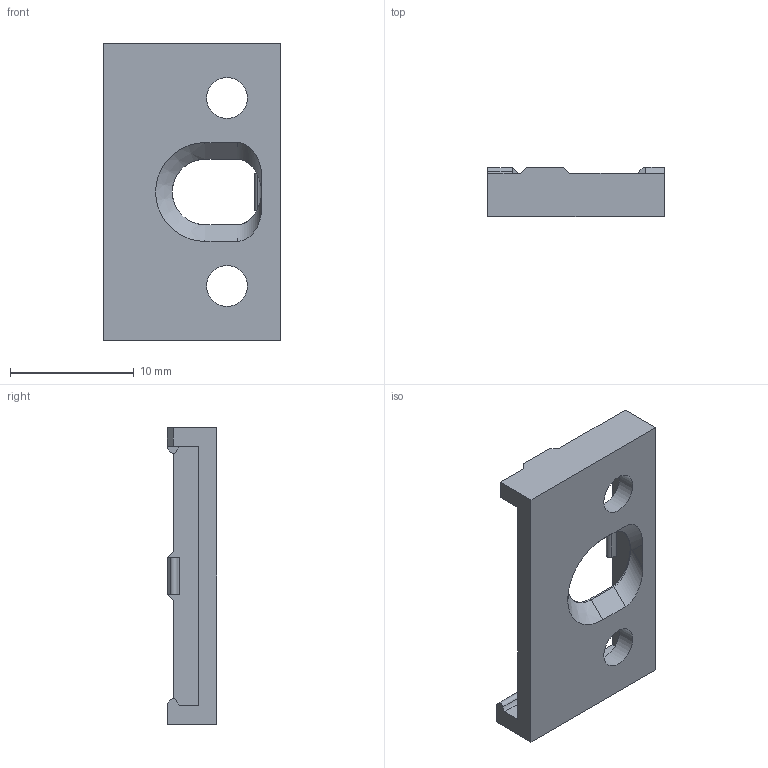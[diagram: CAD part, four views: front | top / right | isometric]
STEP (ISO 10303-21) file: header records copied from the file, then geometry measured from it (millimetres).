
FILE_DESCRIPTION(/* description */ (''),/* implementation_level */ '2;1');
FILE_NAME(/* name */ 'AdxlMount.stp',/* time_stamp */ '2021-08-31T13:25:40+02:00',/* author */ ('Rama'),/* organization */ (''),/* preprocessor_version */ 'ST-DEVELOPER v18.1',/* originating_system */ 'Autodesk Inventor 2021',/* authorisation */ '');
FILE_SCHEMA (('AUTOMOTIVE_DESIGN { 1 0 10303 214 3 1 1 }'));
Length unit declared in the file: millimetre
Products named in the file (1): AdxlMount
Bounding box: 14.3 x 4 x 24 mm (x, y, z)
Volume: 581.3 mm3; surface area: 974.9 mm2
Topology: 1 solids, 1 shells, 47 faces, 130 edges, 84 vertices
Faces by surface type: plane 31, cylinder 12, bspline 2, torus 1, cone 1
Full cylindrical faces by diameter (mm): 3.3 x2
Entity records: 1637 total; most frequent: CARTESIAN_POINT 366, ORIENTED_EDGE 260, DIRECTION 251, EDGE_CURVE 130, LINE 95, VECTOR 95, VERTEX_POINT 84, AXIS2_PLACEMENT_3D 78
